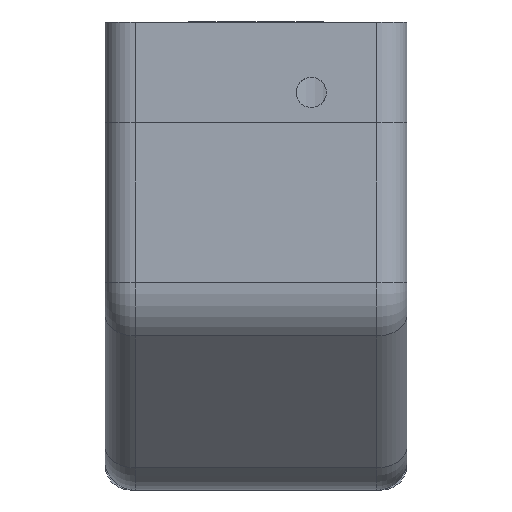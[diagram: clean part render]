
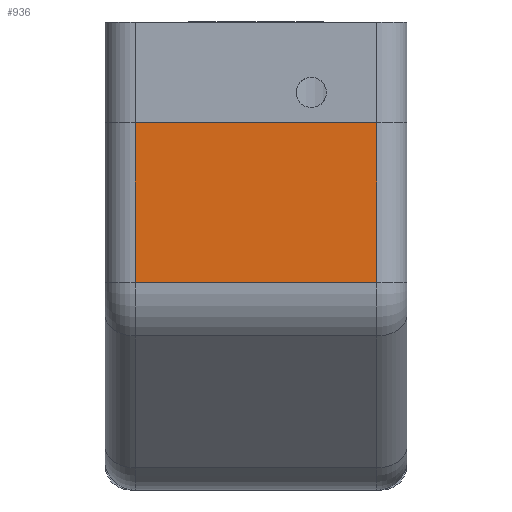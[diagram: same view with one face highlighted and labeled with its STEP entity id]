
A CAD part, left-side view. The second image highlights one B-rep face of the part: STEP entity #936.
In plain terms, the highlighted planar face has unit normal (-1, 0, 0).
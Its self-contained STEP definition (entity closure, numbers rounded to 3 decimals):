
#936=ADVANCED_FACE('',(#1846),#1848,.T.);
#1846=FACE_BOUND('',#1847,.T.);
#1847=EDGE_LOOP('',(#2322,#2323,#2324,#2325));
#1848=PLANE('',#1849);
#1849=AXIS2_PLACEMENT_3D('',#1850,#1851,#1852);
#1850=CARTESIAN_POINT('',(-30.,-30.,-30.));
#1851=DIRECTION('',(-1.,0.,0.));
#1852=DIRECTION('',(0.,0.,1.));
#2322=ORIENTED_EDGE('',*,*,#2560,.T.);
#2323=ORIENTED_EDGE('',*,*,#2548,.T.);
#2324=ORIENTED_EDGE('',*,*,#2543,.F.);
#2325=ORIENTED_EDGE('',*,*,#2567,.F.);
#2543=EDGE_CURVE('',#2877,#2880,#2881,.T.);
#2548=EDGE_CURVE('',#2888,#2880,#2889,.T.);
#2560=EDGE_CURVE('',#2905,#2888,#2906,.T.);
#2567=EDGE_CURVE('',#2905,#2877,#2914,.T.);
#2877=VERTEX_POINT('',#3957);
#2880=VERTEX_POINT('',#3966);
#2881=LINE('',#3967,#3968);
#2888=VERTEX_POINT('',#3987);
#2889=LINE('',#3988,#3989);
#2905=VERTEX_POINT('',#4035);
#2906=LINE('',#4036,#4037);
#2914=LINE('',#4062,#4063);
#3957=CARTESIAN_POINT('',(-30.,24.,11.213));
#3966=CARTESIAN_POINT('',(-30.,24.,43.));
#3967=CARTESIAN_POINT('',(-30.,24.,11.213));
#3968=VECTOR('',#3969,1.);
#3969=DIRECTION('',(0.,0.,1.));
#3987=CARTESIAN_POINT('',(-30.,-24.,43.));
#3988=CARTESIAN_POINT('',(-30.,-24.,43.));
#3989=VECTOR('',#3990,1.);
#3990=DIRECTION('',(0.,1.,0.));
#4035=CARTESIAN_POINT('',(-30.,-24.,11.213));
#4036=CARTESIAN_POINT('',(-30.,-24.,11.213));
#4037=VECTOR('',#4038,1.);
#4038=DIRECTION('',(0.,0.,1.));
#4062=CARTESIAN_POINT('',(-30.,-24.,11.213));
#4063=VECTOR('',#4064,1.);
#4064=DIRECTION('',(0.,1.,0.));
